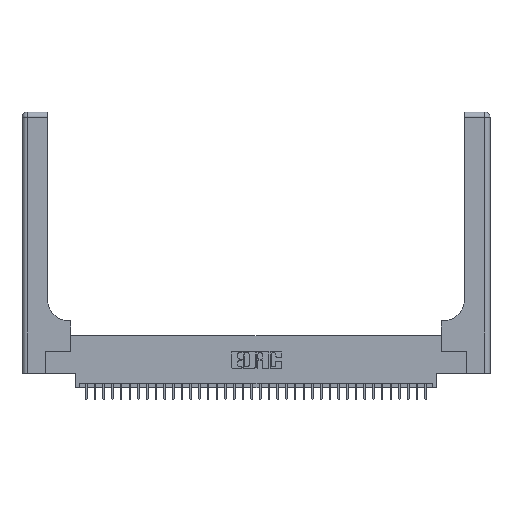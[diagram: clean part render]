
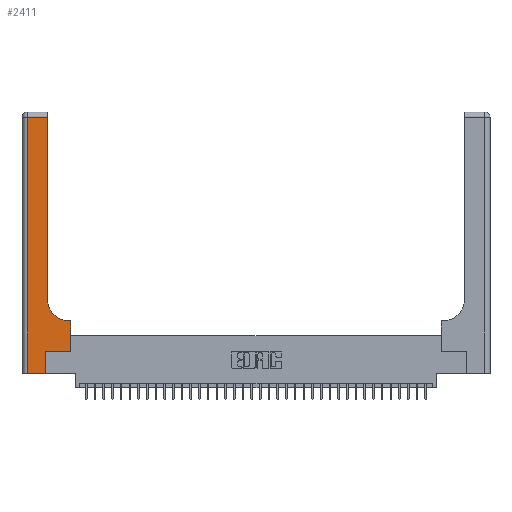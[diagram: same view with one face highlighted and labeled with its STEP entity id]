
A CAD part, top view. The second image highlights one B-rep face of the part: STEP entity #2411.
In plain terms, the highlighted planar face has unit normal (0, 0, 1).
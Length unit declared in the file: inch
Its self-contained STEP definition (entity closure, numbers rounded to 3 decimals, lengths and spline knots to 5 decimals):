
#24 = DIRECTION ( 'NONE',  ( 0., -1., 0. ) ) ;
#394 = AXIS2_PLACEMENT_3D ( 'NONE', #25432, #2710, #8876 ) ;
#2047 = LINE ( 'NONE', #4503, #31021 ) ;
#2148 = EDGE_CURVE ( 'NONE', #10065, #15138, #5294, .T. ) ;
#2411 = ADVANCED_FACE ( 'NONE', ( #10364 ), #10722, .F. ) ;
#2443 = VERTEX_POINT ( 'NONE', #16379 ) ;
#2710 = DIRECTION ( 'NONE',  ( 0., 0., -1. ) ) ;
#2876 = VERTEX_POINT ( 'NONE', #33590 ) ;
#2949 = VECTOR ( 'NONE', #16875, 39.37008 ) ;
#3059 = DIRECTION ( 'NONE',  ( 1., 0., 0. ) ) ;
#3845 = CARTESIAN_POINT ( 'NONE',  ( 0.5585, 0.25, 0.37 ) ) ;
#4503 = CARTESIAN_POINT ( 'NONE',  ( 0.5585, 0.25, 0.37 ) ) ;
#4770 = VERTEX_POINT ( 'NONE', #23049 ) ;
#5114 = DIRECTION ( 'NONE',  ( -1., 0., 0. ) ) ;
#5294 = LINE ( 'NONE', #7909, #31458 ) ;
#5342 = ORIENTED_EDGE ( 'NONE', *, *, #2148, .T. ) ;
#5430 = CARTESIAN_POINT ( 'NONE',  ( 0.2915, 0.6, 0.37 ) ) ;
#6668 = CARTESIAN_POINT ( 'NONE',  ( 0.2915, 0.85, 0.37 ) ) ;
#7356 = VECTOR ( 'NONE', #7517, 39.37008 ) ;
#7517 = DIRECTION ( 'NONE',  ( 1., 0., 0. ) ) ;
#7882 = LINE ( 'NONE', #9971, #7356 ) ;
#7909 = CARTESIAN_POINT ( 'NONE',  ( 0., 2.94, 0.37 ) ) ;
#8598 = VECTOR ( 'NONE', #3059, 39.37008 ) ;
#8856 = LINE ( 'NONE', #17311, #8598 ) ;
#8876 = DIRECTION ( 'NONE',  ( 1., 0., 0. ) ) ;
#9369 = ORIENTED_EDGE ( 'NONE', *, *, #10408, .T. ) ;
#9888 = LINE ( 'NONE', #35410, #32757 ) ;
#9971 = CARTESIAN_POINT ( 'NONE',  ( 0.269, 0.25, 0.37 ) ) ;
#9978 = CARTESIAN_POINT ( 'NONE',  ( 0.06, 0., 0.37 ) ) ;
#10065 = VERTEX_POINT ( 'NONE', #15420 ) ;
#10252 = DIRECTION ( 'NONE',  ( 0., 1., 0. ) ) ;
#10364 = FACE_OUTER_BOUND ( 'NONE', #25098, .T. ) ;
#10408 = EDGE_CURVE ( 'NONE', #18270, #10065, #24268, .T. ) ;
#10722 = PLANE ( 'NONE',  #35026 ) ;
#11247 = VECTOR ( 'NONE', #24, 39.37008 ) ;
#14177 = CIRCLE ( 'NONE', #394, 0.25 ) ;
#15013 = ORIENTED_EDGE ( 'NONE', *, *, #15985, .T. ) ;
#15138 = VERTEX_POINT ( 'NONE', #31503 ) ;
#15197 = EDGE_CURVE ( 'NONE', #4770, #2443, #9888, .T. ) ;
#15295 = CARTESIAN_POINT ( 'NONE',  ( 0.5415, 0.6, 0.37 ) ) ;
#15420 = CARTESIAN_POINT ( 'NONE',  ( 0.2915, 2.94, 0.37 ) ) ;
#15952 = DIRECTION ( 'NONE',  ( 0., 1., 0. ) ) ;
#15985 = EDGE_CURVE ( 'NONE', #26133, #18270, #14177, .T. ) ;
#16379 = CARTESIAN_POINT ( 'NONE',  ( 0.269, 0.25, 0.37 ) ) ;
#16875 = DIRECTION ( 'NONE',  ( -1., 0., 0. ) ) ;
#17238 = ORIENTED_EDGE ( 'NONE', *, *, #30838, .T. ) ;
#17311 = CARTESIAN_POINT ( 'NONE',  ( 0., 0., 0.37 ) ) ;
#17470 = EDGE_CURVE ( 'NONE', #15138, #32100, #25579, .T. ) ;
#17556 = ORIENTED_EDGE ( 'NONE', *, *, #17470, .T. ) ;
#18270 = VERTEX_POINT ( 'NONE', #6668 ) ;
#19415 = VECTOR ( 'NONE', #33069, 39.37008 ) ;
#19690 = LINE ( 'NONE', #5430, #2949 ) ;
#19925 = VERTEX_POINT ( 'NONE', #3845 ) ;
#21641 = ORIENTED_EDGE ( 'NONE', *, *, #22566, .T. ) ;
#22395 = DIRECTION ( 'NONE',  ( -1., 0., 0. ) ) ;
#22409 = ORIENTED_EDGE ( 'NONE', *, *, #36033, .T. ) ;
#22566 = EDGE_CURVE ( 'NONE', #2876, #26133, #19690, .T. ) ;
#23049 = CARTESIAN_POINT ( 'NONE',  ( 0.269, 0., 0.37 ) ) ;
#24268 = LINE ( 'NONE', #35682, #19415 ) ;
#25098 = EDGE_LOOP ( 'NONE', ( #9369, #5342, #17556, #30752, #32612, #17238, #22409, #21641, #15013 ) ) ;
#25432 = CARTESIAN_POINT ( 'NONE',  ( 0.5415, 0.85, 0.37 ) ) ;
#25579 = LINE ( 'NONE', #33991, #11247 ) ;
#26133 = VERTEX_POINT ( 'NONE', #15295 ) ;
#29412 = EDGE_CURVE ( 'NONE', #32100, #4770, #8856, .T. ) ;
#30752 = ORIENTED_EDGE ( 'NONE', *, *, #29412, .T. ) ;
#30838 = EDGE_CURVE ( 'NONE', #2443, #19925, #7882, .T. ) ;
#31021 = VECTOR ( 'NONE', #15952, 39.37008 ) ;
#31458 = VECTOR ( 'NONE', #22395, 39.37008 ) ;
#31503 = CARTESIAN_POINT ( 'NONE',  ( 0.06, 2.94, 0.37 ) ) ;
#32100 = VERTEX_POINT ( 'NONE', #9978 ) ;
#32612 = ORIENTED_EDGE ( 'NONE', *, *, #15197, .T. ) ;
#32757 = VECTOR ( 'NONE', #10252, 39.37008 ) ;
#33069 = DIRECTION ( 'NONE',  ( 0., 1., 0. ) ) ;
#33092 = DIRECTION ( 'NONE',  ( 0., 0., -1. ) ) ;
#33443 = CARTESIAN_POINT ( 'NONE',  ( 0., 3., 0.37 ) ) ;
#33590 = CARTESIAN_POINT ( 'NONE',  ( 0.5585, 0.6, 0.37 ) ) ;
#33991 = CARTESIAN_POINT ( 'NONE',  ( 0.06, 3., 0.37 ) ) ;
#35026 = AXIS2_PLACEMENT_3D ( 'NONE', #33443, #33092, #5114 ) ;
#35410 = CARTESIAN_POINT ( 'NONE',  ( 0.269, 0., 0.37 ) ) ;
#35682 = CARTESIAN_POINT ( 'NONE',  ( 0.2915, 3., 0.37 ) ) ;
#36033 = EDGE_CURVE ( 'NONE', #19925, #2876, #2047, .T. ) ;
